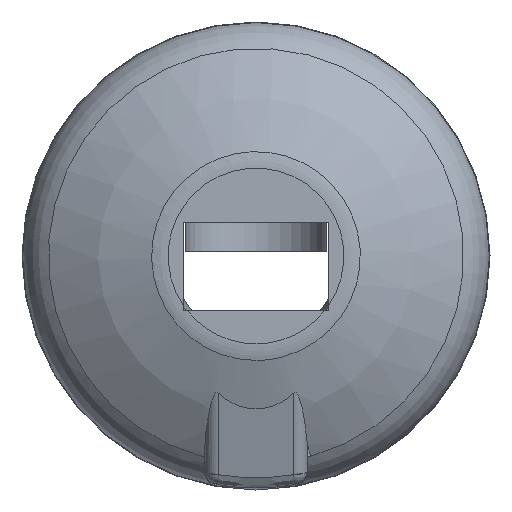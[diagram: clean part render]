
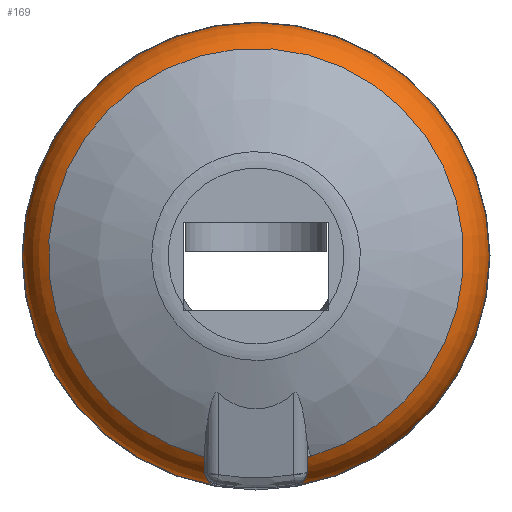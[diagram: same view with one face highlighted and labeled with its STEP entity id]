
A CAD part, left-side view. The second image highlights one B-rep face of the part: STEP entity #169.
In plain terms, the highlighted toroidal (fillet/blend) face has major radius 9.494 mm and minor radius 3.175 mm.
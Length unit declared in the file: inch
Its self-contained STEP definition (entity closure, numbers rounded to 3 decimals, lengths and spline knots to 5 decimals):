
#147=TOROIDAL_SURFACE('',#1365,0.37379,0.125);
#169=ADVANCED_FACE('',(#228),#147,.T.);
#228=FACE_OUTER_BOUND('',#270,.T.);
#270=EDGE_LOOP('',(#345,#346,#347,#348,#349,#350));
#345=ORIENTED_EDGE('',*,*,#601,.F.);
#346=ORIENTED_EDGE('',*,*,#616,.T.);
#347=ORIENTED_EDGE('',*,*,#607,.T.);
#348=ORIENTED_EDGE('',*,*,#617,.T.);
#349=ORIENTED_EDGE('',*,*,#610,.F.);
#350=ORIENTED_EDGE('',*,*,#618,.T.);
#523=VERTEX_POINT('',#2003);
#524=VERTEX_POINT('',#2004);
#529=VERTEX_POINT('',#2021);
#530=VERTEX_POINT('',#2029);
#532=VERTEX_POINT('',#2040);
#533=VERTEX_POINT('',#2042);
#601=EDGE_CURVE('',#523,#524,#725,.T.);
#607=EDGE_CURVE('',#530,#529,#728,.T.);
#610=EDGE_CURVE('',#532,#533,#785,.T.);
#616=EDGE_CURVE('',#523,#530,#787,.T.);
#617=EDGE_CURVE('',#529,#533,#734,.T.);
#618=EDGE_CURVE('',#532,#524,#735,.T.);
#725=B_SPLINE_CURVE_WITH_KNOTS('',3,(#1996,#1997,#1998,#1999,#2000,#2001,
#2002),.UNSPECIFIED.,.F.,.F.,(4,3,4),(0.,0.06064,1.),
 .UNSPECIFIED.);
#728=B_SPLINE_CURVE_WITH_KNOTS('',3,(#2022,#2023,#2024,#2025,#2026,#2027,
#2028),.UNSPECIFIED.,.F.,.F.,(4,3,4),(0.,0.06064,1.),
 .UNSPECIFIED.);
#734=B_SPLINE_CURVE_WITH_KNOTS('',3,(#2122,#2123,#2124,#2125,#2126,#2127,
#2128,#2129,#2130,#2131,#2132,#2133,#2134,#2135,#2136,#2137,#2138,#2139,
#2140,#2141,#2142,#2143,#2144,#2145,#2146,#2147,#2148,#2149,#2150,#2151,
#2152,#2153,#2154,#2155,#2156,#2157,#2158,#2159,#2160,#2161),
 .UNSPECIFIED.,.F.,.F.,(4,3,3,3,3,3,3,3,3,3,3,3,3,4),(0.,0.33908,
0.85074,0.90514,0.93998,0.96207,
0.976,0.98479,0.99035,0.99389,
0.99617,0.99838,0.99922,1.),.UNSPECIFIED.);
#735=B_SPLINE_CURVE_WITH_KNOTS('',3,(#2162,#2163,#2164,#2165,#2166,#2167,
#2168,#2169,#2170,#2171,#2172,#2173,#2174,#2175,#2176,#2177,#2178,#2179,
#2180,#2181,#2182,#2183,#2184,#2185,#2186),.UNSPECIFIED.,.F.,.F.,(4,3,3,
3,3,3,3,3,4),(0.,0.00066,0.00159,0.00442,
0.01759,0.06999,0.2803,0.70721,
1.),.UNSPECIFIED.);
#785=CIRCLE('',#1360,0.49871);
#787=CIRCLE('',#1363,0.44373);
#1360=AXIS2_PLACEMENT_3D('',#2041,#1508,#1509);
#1363=AXIS2_PLACEMENT_3D('',#2120,#1514,#1515);
#1365=AXIS2_PLACEMENT_3D('',#2187,#1518,#1519);
#1508=DIRECTION('',(1.,0.,0.));
#1509=DIRECTION('',(0.,0.,-1.));
#1514=DIRECTION('',(1.,0.,0.));
#1515=DIRECTION('',(0.,0.,-1.));
#1518=DIRECTION('',(1.,0.,0.));
#1519=DIRECTION('',(0.,0.,-1.));
#1996=CARTESIAN_POINT('',(-0.11904,0.40377,-0.60488));
#1997=CARTESIAN_POINT('',(-0.11859,0.40377,-0.60557));
#1998=CARTESIAN_POINT('',(-0.11814,0.40377,-0.60625));
#1999=CARTESIAN_POINT('',(-0.11768,0.40377,-0.60692));
#2000=CARTESIAN_POINT('',(-0.11064,0.40377,-0.61725));
#2001=CARTESIAN_POINT('',(-0.10197,0.40377,-0.62664));
#2002=CARTESIAN_POINT('',(-0.09221,0.40377,-0.63445));
#2003=CARTESIAN_POINT('',(-0.11904,0.40377,-0.60488));
#2004=CARTESIAN_POINT('',(-0.09221,0.40377,-0.63445));
#2021=CARTESIAN_POINT('',(-0.09221,0.18377,-0.63445));
#2022=CARTESIAN_POINT('',(-0.11904,0.18377,-0.60488));
#2023=CARTESIAN_POINT('',(-0.11859,0.18377,-0.60557));
#2024=CARTESIAN_POINT('',(-0.11814,0.18377,-0.60625));
#2025=CARTESIAN_POINT('',(-0.11768,0.18377,-0.60692));
#2026=CARTESIAN_POINT('',(-0.11064,0.18377,-0.61725));
#2027=CARTESIAN_POINT('',(-0.10197,0.18377,-0.62664));
#2028=CARTESIAN_POINT('',(-0.09221,0.18377,-0.63445));
#2029=CARTESIAN_POINT('',(-0.11904,0.18377,-0.60488));
#2040=CARTESIAN_POINT('',(-0.02005,0.37889,-0.66639));
#2041=CARTESIAN_POINT('',(-0.02005,0.29377,-0.175));
#2042=CARTESIAN_POINT('',(-0.02005,0.20866,-0.66639));
#2120=CARTESIAN_POINT('',(-0.11904,0.29377,-0.175));
#2122=CARTESIAN_POINT('',(-0.09221,0.18377,-0.63445));
#2123=CARTESIAN_POINT('',(-0.08478,0.18377,-0.64041));
#2124=CARTESIAN_POINT('',(-0.07678,0.18537,-0.64576));
#2125=CARTESIAN_POINT('',(-0.0687,0.18777,-0.6502));
#2126=CARTESIAN_POINT('',(-0.05656,0.19138,-0.65686));
#2127=CARTESIAN_POINT('',(-0.04382,0.1969,-0.66169));
#2128=CARTESIAN_POINT('',(-0.03115,0.20295,-0.66445));
#2129=CARTESIAN_POINT('',(-0.02979,0.2036,-0.66474));
#2130=CARTESIAN_POINT('',(-0.02842,0.20426,-0.66502));
#2131=CARTESIAN_POINT('',(-0.02706,0.20493,-0.66527));
#2132=CARTESIAN_POINT('',(-0.02618,0.20535,-0.66543));
#2133=CARTESIAN_POINT('',(-0.0253,0.20578,-0.66558));
#2134=CARTESIAN_POINT('',(-0.02443,0.20622,-0.66572));
#2135=CARTESIAN_POINT('',(-0.02387,0.20649,-0.66581));
#2136=CARTESIAN_POINT('',(-0.02332,0.20677,-0.6659));
#2137=CARTESIAN_POINT('',(-0.02277,0.20704,-0.66598));
#2138=CARTESIAN_POINT('',(-0.02242,0.20722,-0.66603));
#2139=CARTESIAN_POINT('',(-0.02207,0.2074,-0.66608));
#2140=CARTESIAN_POINT('',(-0.02172,0.20758,-0.66613));
#2141=CARTESIAN_POINT('',(-0.0215,0.20769,-0.66616));
#2142=CARTESIAN_POINT('',(-0.02128,0.2078,-0.66619));
#2143=CARTESIAN_POINT('',(-0.02106,0.20792,-0.66622));
#2144=CARTESIAN_POINT('',(-0.02092,0.20799,-0.66624));
#2145=CARTESIAN_POINT('',(-0.02079,0.20807,-0.66626));
#2146=CARTESIAN_POINT('',(-0.02065,0.20814,-0.66628));
#2147=CARTESIAN_POINT('',(-0.02056,0.20819,-0.66629));
#2148=CARTESIAN_POINT('',(-0.02048,0.20824,-0.6663));
#2149=CARTESIAN_POINT('',(-0.02039,0.2083,-0.66632));
#2150=CARTESIAN_POINT('',(-0.02034,0.20833,-0.66632));
#2151=CARTESIAN_POINT('',(-0.02029,0.20837,-0.66633));
#2152=CARTESIAN_POINT('',(-0.02024,0.20841,-0.66634));
#2153=CARTESIAN_POINT('',(-0.02019,0.20844,-0.66635));
#2154=CARTESIAN_POINT('',(-0.02014,0.20848,-0.66636));
#2155=CARTESIAN_POINT('',(-0.0201,0.20853,-0.66637));
#2156=CARTESIAN_POINT('',(-0.02009,0.20855,-0.66637));
#2157=CARTESIAN_POINT('',(-0.02007,0.20857,-0.66638));
#2158=CARTESIAN_POINT('',(-0.02006,0.20859,-0.66638));
#2159=CARTESIAN_POINT('',(-0.02006,0.20861,-0.66638));
#2160=CARTESIAN_POINT('',(-0.02005,0.20863,-0.66639));
#2161=CARTESIAN_POINT('',(-0.02005,0.20866,-0.66639));
#2162=CARTESIAN_POINT('',(-0.02005,0.37889,-0.66639));
#2163=CARTESIAN_POINT('',(-0.02005,0.37891,-0.66639));
#2164=CARTESIAN_POINT('',(-0.02005,0.37893,-0.66639));
#2165=CARTESIAN_POINT('',(-0.02006,0.37895,-0.66638));
#2166=CARTESIAN_POINT('',(-0.02007,0.37897,-0.66638));
#2167=CARTESIAN_POINT('',(-0.02008,0.37899,-0.66637));
#2168=CARTESIAN_POINT('',(-0.0201,0.37901,-0.66637));
#2169=CARTESIAN_POINT('',(-0.02015,0.37908,-0.66636));
#2170=CARTESIAN_POINT('',(-0.02021,0.37912,-0.66635));
#2171=CARTESIAN_POINT('',(-0.02028,0.37917,-0.66633));
#2172=CARTESIAN_POINT('',(-0.02058,0.37939,-0.66629));
#2173=CARTESIAN_POINT('',(-0.02091,0.37955,-0.66624));
#2174=CARTESIAN_POINT('',(-0.02124,0.37972,-0.6662));
#2175=CARTESIAN_POINT('',(-0.02254,0.38041,-0.66602));
#2176=CARTESIAN_POINT('',(-0.02386,0.38105,-0.66582));
#2177=CARTESIAN_POINT('',(-0.02517,0.3817,-0.6656));
#2178=CARTESIAN_POINT('',(-0.03044,0.38429,-0.66472));
#2179=CARTESIAN_POINT('',(-0.03571,0.38679,-0.66349));
#2180=CARTESIAN_POINT('',(-0.04093,0.38913,-0.66192));
#2181=CARTESIAN_POINT('',(-0.05145,0.39385,-0.65876));
#2182=CARTESIAN_POINT('',(-0.06196,0.39801,-0.65417));
#2183=CARTESIAN_POINT('',(-0.07203,0.40071,-0.64832));
#2184=CARTESIAN_POINT('',(-0.07896,0.40257,-0.64429));
#2185=CARTESIAN_POINT('',(-0.08579,0.40377,-0.63959));
#2186=CARTESIAN_POINT('',(-0.09221,0.40377,-0.63445));
#2187=CARTESIAN_POINT('',(-0.01544,0.29377,-0.175));
